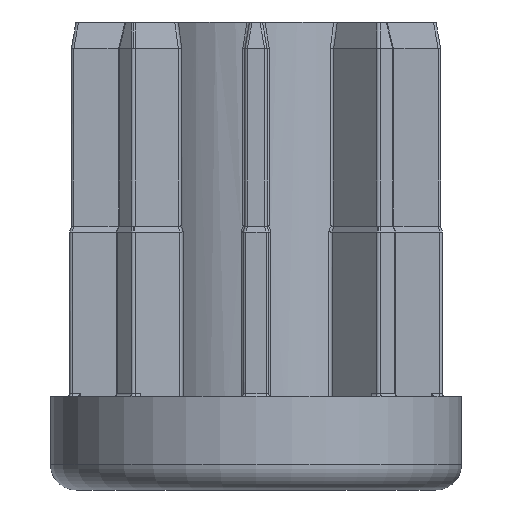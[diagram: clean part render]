
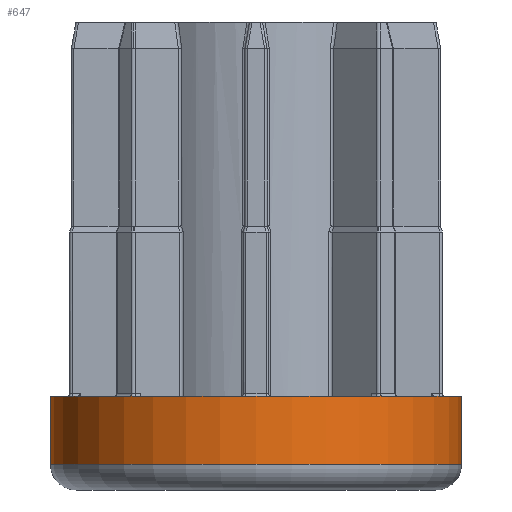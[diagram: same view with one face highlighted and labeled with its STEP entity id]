
A CAD part, front view. The second image highlights one B-rep face of the part: STEP entity #647.
In plain terms, the highlighted cylindrical face has radius 24.15 mm (diameter 48.3 mm), a partial arc.
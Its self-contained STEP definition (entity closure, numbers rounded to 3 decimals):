
#104 = AXIS2_PLACEMENT_3D ( 'NONE', #3367, #11438, #7634 ) ;
#113 = DIRECTION ( 'NONE',  ( 1., 0., 0. ) ) ;
#436 = CARTESIAN_POINT ( 'NONE',  ( -24.15, 0., 11. ) ) ;
#647 = ADVANCED_FACE ( 'NONE', ( #4200 ), #6744, .T. ) ;
#1495 = DIRECTION ( 'NONE',  ( 0., 0., -1. ) ) ;
#1622 = VECTOR ( 'NONE', #2503, 1000. ) ;
#1737 = ORIENTED_EDGE ( 'NONE', *, *, #6541, .T. ) ;
#1961 = LINE ( 'NONE', #436, #9582 ) ;
#2210 = CIRCLE ( 'NONE', #10797, 24.15 ) ;
#2364 = EDGE_CURVE ( 'NONE', #2376, #8976, #7344, .T. ) ;
#2376 = VERTEX_POINT ( 'NONE', #6893 ) ;
#2385 = EDGE_CURVE ( 'NONE', #6676, #4970, #1961, .T. ) ;
#2503 = DIRECTION ( 'NONE',  ( 0., 0., -1. ) ) ;
#3367 = CARTESIAN_POINT ( 'NONE',  ( 0., 0., 11. ) ) ;
#3384 = ORIENTED_EDGE ( 'NONE', *, *, #6158, .F. ) ;
#3651 = CARTESIAN_POINT ( 'NONE',  ( 24.15, 0., 11. ) ) ;
#3937 = ORIENTED_EDGE ( 'NONE', *, *, #2364, .F. ) ;
#4200 = FACE_OUTER_BOUND ( 'NONE', #4699, .T. ) ;
#4699 = EDGE_LOOP ( 'NONE', ( #3937, #3384, #9685, #1737 ) ) ;
#4970 = VERTEX_POINT ( 'NONE', #8406 ) ;
#6158 = EDGE_CURVE ( 'NONE', #6676, #2376, #2210, .T. ) ;
#6190 = DIRECTION ( 'NONE',  ( 0., 0., 1. ) ) ;
#6541 = EDGE_CURVE ( 'NONE', #4970, #8976, #11924, .T. ) ;
#6563 = DIRECTION ( 'NONE',  ( 0., 0., 1. ) ) ;
#6676 = VERTEX_POINT ( 'NONE', #8367 ) ;
#6744 = CYLINDRICAL_SURFACE ( 'NONE', #104, 24.15 ) ;
#6893 = CARTESIAN_POINT ( 'NONE',  ( 24.15, 0., 11. ) ) ;
#7344 = LINE ( 'NONE', #3651, #1622 ) ;
#7634 = DIRECTION ( 'NONE',  ( -1., 0., 0. ) ) ;
#7930 = CARTESIAN_POINT ( 'NONE',  ( 24.15, 0., 3. ) ) ;
#8367 = CARTESIAN_POINT ( 'NONE',  ( -24.15, 0., 11. ) ) ;
#8406 = CARTESIAN_POINT ( 'NONE',  ( -24.15, 0., 3. ) ) ;
#8976 = VERTEX_POINT ( 'NONE', #7930 ) ;
#9582 = VECTOR ( 'NONE', #1495, 1000. ) ;
#9685 = ORIENTED_EDGE ( 'NONE', *, *, #2385, .T. ) ;
#10318 = AXIS2_PLACEMENT_3D ( 'NONE', #12023, #6190, #13048 ) ;
#10797 = AXIS2_PLACEMENT_3D ( 'NONE', #12388, #6563, #113 ) ;
#11438 = DIRECTION ( 'NONE',  ( 0., 0., -1. ) ) ;
#11924 = CIRCLE ( 'NONE', #10318, 24.15 ) ;
#12023 = CARTESIAN_POINT ( 'NONE',  ( 0., 0., 3. ) ) ;
#12388 = CARTESIAN_POINT ( 'NONE',  ( 0., 0., 11. ) ) ;
#13048 = DIRECTION ( 'NONE',  ( 1., 0., 0. ) ) ;
